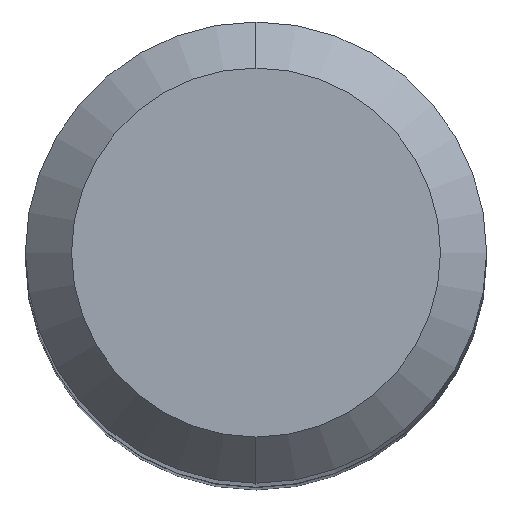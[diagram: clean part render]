
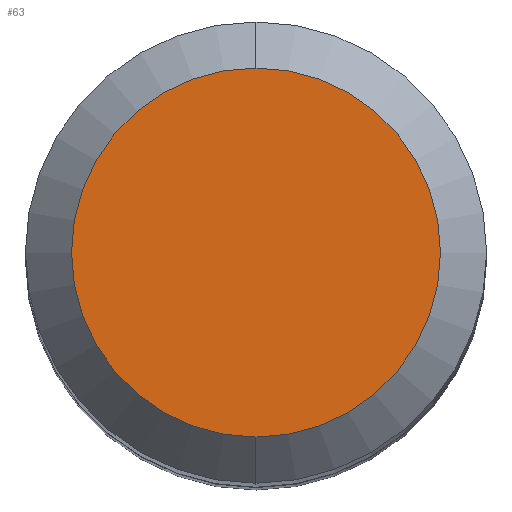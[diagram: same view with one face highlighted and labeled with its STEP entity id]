
A CAD part, top view. The second image highlights one B-rep face of the part: STEP entity #63.
In plain terms, the highlighted planar face has unit normal (0, 0, 1).
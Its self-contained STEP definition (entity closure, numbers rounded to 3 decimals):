
#63=ADVANCED_FACE('',(#138),#139,.T.);
#138=FACE_OUTER_BOUND('',#225,.T.);
#139=PLANE('',#226);
#225=EDGE_LOOP('',(#321,#322));
#226=AXIS2_PLACEMENT_3D('',#323,#324,#325);
#321=ORIENTED_EDGE('',*,*,#464,.F.);
#322=ORIENTED_EDGE('',*,*,#467,.F.);
#323=CARTESIAN_POINT('',(0.,1.6,36.0));
#324=DIRECTION('',(0.,0.0,1.0));
#325=DIRECTION('',(0.0,-1.0,0.0));
#464=EDGE_CURVE('',#544,#546,#547,.T.);
#467=EDGE_CURVE('',#546,#544,#550,.T.);
#544=VERTEX_POINT('',#633);
#546=VERTEX_POINT('',#636);
#547=CIRCLE('',#637,3.2);
#550=CIRCLE('',#641,3.2);
#633=CARTESIAN_POINT('',(0.,3.2,36.0));
#636=CARTESIAN_POINT('',(0.,-3.2,36.0));
#637=AXIS2_PLACEMENT_3D('',#707,#708,#709);
#641=AXIS2_PLACEMENT_3D('',#711,#712,#713);
#707=CARTESIAN_POINT('',(0.,0.,36.0));
#708=DIRECTION('',(0.,0.0,-1.0));
#709=DIRECTION('',(0.0,1.0,0.0));
#711=CARTESIAN_POINT('',(0.,0.,36.0));
#712=DIRECTION('',(0.,0.0,-1.0));
#713=DIRECTION('',(0.0,1.0,0.0));
